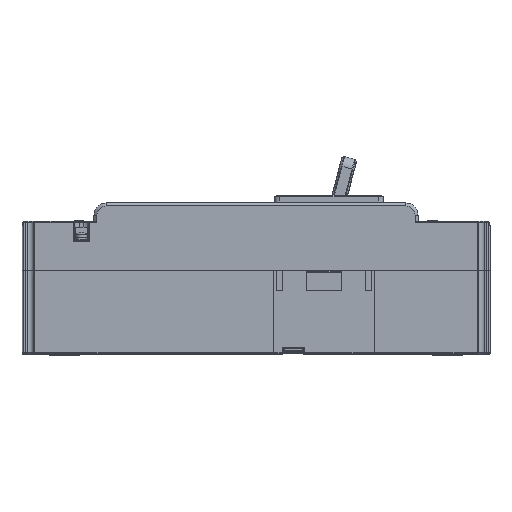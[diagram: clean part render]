
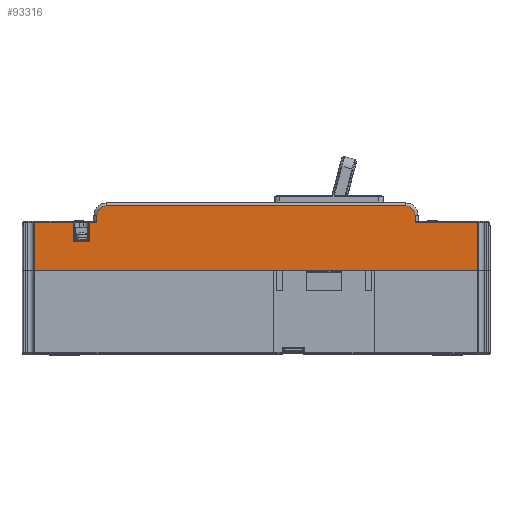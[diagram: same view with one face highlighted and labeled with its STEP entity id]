
A CAD part, top view. The second image highlights one B-rep face of the part: STEP entity #93316.
In plain terms, the highlighted face is planar.
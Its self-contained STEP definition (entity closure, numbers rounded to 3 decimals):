
#72251=DIRECTION('',(0.,0.,1.));
#72252=VECTOR('',#72251,31.159);
#72253=CARTESIAN_POINT('',(53.5,24.,
-110.159));
#72254=LINE('',#72253,#72252);
#72265=DIRECTION('',(0.,0.,-1.));
#72266=VECTOR('',#72265,8.);
#72267=CARTESIAN_POINT('',(53.5,14.5,90.75));
#72268=LINE('',#72267,#72266);
#72269=DIRECTION('',(0.,1.,0.));
#72270=VECTOR('',#72269,9.5);
#72271=CARTESIAN_POINT('',(53.5,14.5,82.75));
#72272=LINE('',#72271,#72270);
#72273=CARTESIAN_POINT('',(53.5,27.5,74.5));
#72274=DIRECTION('',(-1.,0.,0.));
#72275=DIRECTION('',(0.,0.,1.));
#72276=AXIS2_PLACEMENT_3D('',#72273,#72274,#72275);
#72278=CARTESIAN_POINT('',(53.5,27.5,-74.5));
#72279=DIRECTION('',(-1.,0.,0.));
#72280=DIRECTION('',(0.,1.,0.));
#72281=AXIS2_PLACEMENT_3D('',#72278,#72279,#72280);
#72283=DIRECTION('',(0.,0.,1.));
#72284=VECTOR('',#72283,220.318);
#72285=CARTESIAN_POINT('',(53.5,0.,-110.159));
#72286=LINE('',#72285,#72284);
#72287=DIRECTION('',(0.,-1.,0.));
#72288=VECTOR('',#72287,9.5);
#72289=CARTESIAN_POINT('',(53.5,24.,90.75));
#72290=LINE('',#72289,#72288);
#75524=DIRECTION('',(0.,-1.,0.));
#75525=VECTOR('',#75524,24.);
#75526=CARTESIAN_POINT('',(53.5,24.,110.159));
#75527=LINE('',#75526,#75525);
#75545=DIRECTION('',(0.,0.,1.));
#75546=VECTOR('',#75545,19.409);
#75547=CARTESIAN_POINT('',(53.5,24.,90.75));
#75548=LINE('',#75547,#75546);
#75623=DIRECTION('',(0.,0.,1.));
#75624=VECTOR('',#75623,3.75);
#75625=CARTESIAN_POINT('',(53.5,24.,79.));
#75626=LINE('',#75625,#75624);
#75627=DIRECTION('',(0.,-1.,0.));
#75628=VECTOR('',#75627,3.5);
#75629=CARTESIAN_POINT('',(53.5,27.5,79.));
#75630=LINE('',#75629,#75628);
#78136=DIRECTION('',(0.,1.,0.));
#78137=VECTOR('',#78136,3.5);
#78138=CARTESIAN_POINT('',(53.5,24.,-79.));
#78139=LINE('',#78138,#78137);
#78153=DIRECTION('',(0.,0.,1.));
#78154=VECTOR('',#78153,149.);
#78155=CARTESIAN_POINT('',(53.5,32.,-74.5));
#78156=LINE('',#78155,#78154);
#84788=DIRECTION('',(0.,1.,0.));
#84789=VECTOR('',#84788,24.);
#84790=CARTESIAN_POINT('',(53.5,0.,-110.159));
#84791=LINE('',#84790,#84789);
#87646=CARTESIAN_POINT('',(53.5,24.,
-110.159));
#87647=CARTESIAN_POINT('',(53.5,24.,-79.));
#87648=VERTEX_POINT('',#87646);
#87649=VERTEX_POINT('',#87647);
#87650=CARTESIAN_POINT('',(53.5,14.5,90.75));
#87651=CARTESIAN_POINT('',(53.5,14.5,82.75));
#87652=VERTEX_POINT('',#87650);
#87653=VERTEX_POINT('',#87651);
#87654=CARTESIAN_POINT('',(53.5,24.,82.75));
#87655=VERTEX_POINT('',#87654);
#87656=CARTESIAN_POINT('',(53.5,24.,79.));
#87657=VERTEX_POINT('',#87656);
#87658=CARTESIAN_POINT('',(53.5,27.5,79.));
#87659=VERTEX_POINT('',#87658);
#87660=CARTESIAN_POINT('',(53.5,32.,74.5));
#87661=VERTEX_POINT('',#87660);
#87662=CARTESIAN_POINT('',(53.5,32.,-74.5));
#87663=VERTEX_POINT('',#87662);
#87664=CARTESIAN_POINT('',(53.5,27.5,-79.));
#87665=VERTEX_POINT('',#87664);
#87666=CARTESIAN_POINT('',(53.5,0.,-110.159));
#87667=VERTEX_POINT('',#87666);
#87668=CARTESIAN_POINT('',(53.5,0.,110.159));
#87669=VERTEX_POINT('',#87668);
#87670=CARTESIAN_POINT('',(53.5,24.,110.159));
#87671=VERTEX_POINT('',#87670);
#87672=CARTESIAN_POINT('',(53.5,24.,90.75));
#87673=VERTEX_POINT('',#87672);
#93283=CARTESIAN_POINT('',(53.5,0.,116.25));
#93284=DIRECTION('',(1.,0.,0.));
#93285=DIRECTION('',(0.,0.,-1.));
#93286=AXIS2_PLACEMENT_3D('',#93283,#93284,#93285);
#93287=PLANE('',#93286);
#93289=ORIENTED_EDGE('',*,*,#93288,.T.);
#93291=ORIENTED_EDGE('',*,*,#93290,.T.);
#93293=ORIENTED_EDGE('',*,*,#93292,.F.);
#93295=ORIENTED_EDGE('',*,*,#93294,.F.);
#93297=ORIENTED_EDGE('',*,*,#93296,.T.);
#93299=ORIENTED_EDGE('',*,*,#93298,.F.);
#93301=ORIENTED_EDGE('',*,*,#93300,.T.);
#93303=ORIENTED_EDGE('',*,*,#93302,.F.);
#93304=ORIENTED_EDGE('',*,*,#93273,.F.);
#93306=ORIENTED_EDGE('',*,*,#93305,.F.);
#93307=ORIENTED_EDGE('',*,*,#92147,.T.);
#93309=ORIENTED_EDGE('',*,*,#93308,.F.);
#93311=ORIENTED_EDGE('',*,*,#93310,.F.);
#93313=ORIENTED_EDGE('',*,*,#93312,.T.);
#93314=EDGE_LOOP('',(#93289,#93291,#93293,#93295,#93297,#93299,#93301,#93303,
#93304,#93306,#93307,#93309,#93311,#93313));
#93315=FACE_OUTER_BOUND('',#93314,.F.);
#93316=ADVANCED_FACE('',(#93315),#93287,.T.);
#72277=CIRCLE('',#72276,4.5);
#72282=CIRCLE('',#72281,4.5);
#92147=EDGE_CURVE('',#87667,#87669,#72286,.T.);
#93273=EDGE_CURVE('',#87648,#87649,#72254,.T.);
#93288=EDGE_CURVE('',#87652,#87653,#72268,.T.);
#93290=EDGE_CURVE('',#87653,#87655,#72272,.T.);
#93292=EDGE_CURVE('',#87657,#87655,#75626,.T.);
#93294=EDGE_CURVE('',#87659,#87657,#75630,.T.);
#93296=EDGE_CURVE('',#87659,#87661,#72277,.T.);
#93298=EDGE_CURVE('',#87663,#87661,#78156,.T.);
#93300=EDGE_CURVE('',#87663,#87665,#72282,.T.);
#93302=EDGE_CURVE('',#87649,#87665,#78139,.T.);
#93305=EDGE_CURVE('',#87667,#87648,#84791,.T.);
#93308=EDGE_CURVE('',#87671,#87669,#75527,.T.);
#93310=EDGE_CURVE('',#87673,#87671,#75548,.T.);
#93312=EDGE_CURVE('',#87673,#87652,#72290,.T.);
